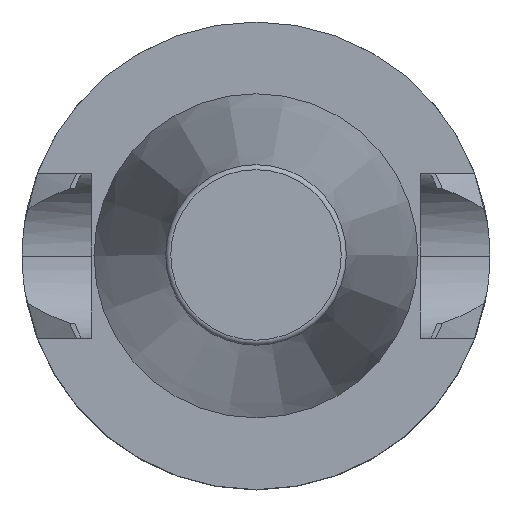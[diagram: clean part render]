
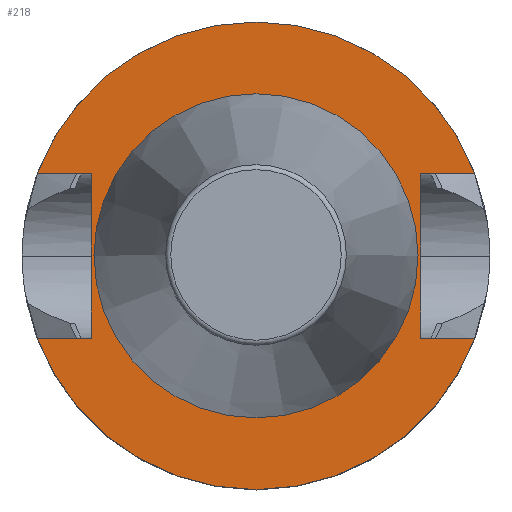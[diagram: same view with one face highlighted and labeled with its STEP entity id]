
A CAD part, top view. The second image highlights one B-rep face of the part: STEP entity #218.
In plain terms, the highlighted planar face has unit normal (0, 0, 1).
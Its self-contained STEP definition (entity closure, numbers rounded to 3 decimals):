
#90=LINE('',#1255,#126);
#91=LINE('',#1258,#127);
#92=LINE('',#1260,#128);
#93=LINE('',#1261,#129);
#94=LINE('',#1263,#130);
#95=LINE('',#1265,#131);
#96=LINE('',#1267,#132);
#97=LINE('',#1269,#133);
#98=LINE('',#1270,#134);
#99=LINE('',#1272,#135);
#126=VECTOR('',#1008,1.);
#127=VECTOR('',#1009,1.);
#128=VECTOR('',#1010,1.);
#129=VECTOR('',#1011,1.);
#130=VECTOR('',#1012,1.);
#131=VECTOR('',#1013,1.);
#132=VECTOR('',#1014,1.);
#133=VECTOR('',#1015,1.);
#134=VECTOR('',#1016,1.);
#135=VECTOR('',#1017,1.);
#160=FACE_BOUND('',#322,.T.);
#161=FACE_BOUND('',#323,.T.);
#218=ADVANCED_FACE('CU_FL_SU_5',(#160,#161),#270,.F.);
#270=PLANE('',#884);
#322=EDGE_LOOP('',(#410,#411,#412,#413,#414,#415,#416,#417,#418,#419,#420,
#421));
#323=EDGE_LOOP('',(#422));
#410=ORIENTED_EDGE('',*,*,#698,.F.);
#411=ORIENTED_EDGE('',*,*,#699,.F.);
#412=ORIENTED_EDGE('',*,*,#700,.T.);
#413=ORIENTED_EDGE('',*,*,#697,.F.);
#414=ORIENTED_EDGE('',*,*,#701,.F.);
#415=ORIENTED_EDGE('',*,*,#702,.T.);
#416=ORIENTED_EDGE('',*,*,#703,.T.);
#417=ORIENTED_EDGE('',*,*,#704,.T.);
#418=ORIENTED_EDGE('',*,*,#705,.T.);
#419=ORIENTED_EDGE('',*,*,#693,.T.);
#420=ORIENTED_EDGE('',*,*,#706,.F.);
#421=ORIENTED_EDGE('',*,*,#707,.F.);
#422=ORIENTED_EDGE('',*,*,#708,.T.);
#610=VERTEX_POINT('',#1238);
#613=VERTEX_POINT('',#1243);
#615=VERTEX_POINT('',#1248);
#617=VERTEX_POINT('',#1252);
#618=VERTEX_POINT('',#1256);
#619=VERTEX_POINT('',#1257);
#620=VERTEX_POINT('',#1259);
#621=VERTEX_POINT('',#1262);
#622=VERTEX_POINT('',#1264);
#623=VERTEX_POINT('',#1266);
#624=VERTEX_POINT('',#1268);
#625=VERTEX_POINT('',#1271);
#626=VERTEX_POINT('',#1274);
#693=EDGE_CURVE('',#610,#613,#795,.T.);
#697=EDGE_CURVE('',#617,#615,#797,.T.);
#698=EDGE_CURVE('',#618,#619,#90,.T.);
#699=EDGE_CURVE('',#620,#618,#91,.T.);
#700=EDGE_CURVE('',#620,#615,#92,.T.);
#701=EDGE_CURVE('',#621,#617,#93,.T.);
#702=EDGE_CURVE('',#621,#622,#94,.T.);
#703=EDGE_CURVE('',#622,#623,#95,.T.);
#704=EDGE_CURVE('',#623,#624,#96,.T.);
#705=EDGE_CURVE('',#624,#610,#97,.T.);
#706=EDGE_CURVE('',#625,#613,#98,.T.);
#707=EDGE_CURVE('',#619,#625,#99,.T.);
#708=EDGE_CURVE('',#626,#626,#798,.T.);
#795=CIRCLE('',#878,22.99);
#797=CIRCLE('',#881,22.99);
#798=CIRCLE('',#883,15.65);
#878=AXIS2_PLACEMENT_3D('',#1244,#996,#997);
#881=AXIS2_PLACEMENT_3D('',#1253,#1004,#1005);
#883=AXIS2_PLACEMENT_3D('',#1273,#1018,#1019);
#884=AXIS2_PLACEMENT_3D('',#1275,#1020,#1021);
#996=DIRECTION('',(0.,0.,1.));
#997=DIRECTION('',(-1.,0.,0.));
#1004=DIRECTION('',(0.,0.,-1.));
#1005=DIRECTION('',(-1.,0.,0.));
#1008=DIRECTION('',(0.,1.,0.));
#1009=DIRECTION('',(0.,1.,0.));
#1010=DIRECTION('',(-1.,0.,0.));
#1011=DIRECTION('',(1.,0.,0.));
#1012=DIRECTION('',(0.,1.,0.));
#1013=DIRECTION('',(0.,1.,0.));
#1014=DIRECTION('',(0.,1.,0.));
#1015=DIRECTION('',(1.,0.,0.));
#1016=DIRECTION('',(-1.,0.,0.));
#1017=DIRECTION('',(0.,1.,0.));
#1018=DIRECTION('',(0.,0.,-1.));
#1019=DIRECTION('',(-1.,0.,0.));
#1020=DIRECTION('',(0.,0.,-1.));
#1021=DIRECTION('',(-1.,0.,0.));
#1238=CARTESIAN_POINT('',(21.518,8.095,-1.));
#1243=CARTESIAN_POINT('',(-21.518,8.095,-1.));
#1244=CARTESIAN_POINT('',(0.,0.,-1.));
#1248=CARTESIAN_POINT('',(-21.518,-8.095,-1.));
#1252=CARTESIAN_POINT('',(21.518,-8.095,-1.));
#1253=CARTESIAN_POINT('',(0.,0.,-1.));
#1255=CARTESIAN_POINT('',(-16.2,15.65,-1.));
#1256=CARTESIAN_POINT('',(-16.2,-1.274,-1.));
#1257=CARTESIAN_POINT('',(-16.2,1.274,-1.));
#1258=CARTESIAN_POINT('',(-16.2,15.65,-1.));
#1259=CARTESIAN_POINT('',(-16.2,-8.095,-1.));
#1260=CARTESIAN_POINT('',(-32.99,-8.095,-1.));
#1261=CARTESIAN_POINT('',(0.,-8.095,-1.));
#1262=CARTESIAN_POINT('',(16.2,-8.095,-1.));
#1263=CARTESIAN_POINT('',(16.2,15.65,-1.));
#1264=CARTESIAN_POINT('',(16.2,-1.274,-1.));
#1265=CARTESIAN_POINT('',(16.2,15.65,-1.));
#1266=CARTESIAN_POINT('',(16.2,1.274,-1.));
#1267=CARTESIAN_POINT('',(16.2,15.65,-1.));
#1268=CARTESIAN_POINT('',(16.2,8.095,-1.));
#1269=CARTESIAN_POINT('',(32.99,8.095,-1.));
#1270=CARTESIAN_POINT('',(0.,8.095,-1.));
#1271=CARTESIAN_POINT('',(-16.2,8.095,-1.));
#1272=CARTESIAN_POINT('',(-16.2,15.65,-1.));
#1273=CARTESIAN_POINT('',(0.,0.,-1.));
#1274=CARTESIAN_POINT('',(-15.65,0.,-1.));
#1275=CARTESIAN_POINT('',(0.,15.65,-1.));
